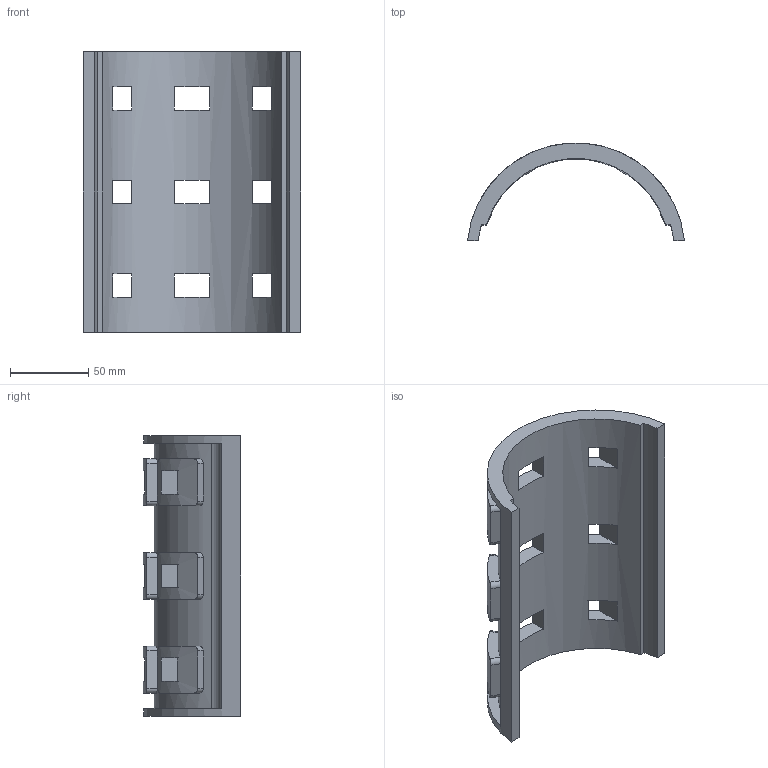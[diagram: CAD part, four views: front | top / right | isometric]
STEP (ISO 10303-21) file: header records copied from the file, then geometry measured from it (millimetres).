
FILE_DESCRIPTION((''),'2;1');
FILE_NAME('PRT0005','2025-09-18T02:37:01',('user'),(''),'CREO PARAMETRIC BY PTC INC, 2018050','CREO PARAMETRIC BY PTC INC, 2018050','');
FILE_SCHEMA(('CONFIG_CONTROL_DESIGN'));
Length unit declared in the file: millimetre
Products named in the file (1): PRT0005
Bounding box: 139.1 x 62.35 x 180 mm (x, y, z)
Volume: 170916.5 mm3; surface area: 86333.3 mm2
Topology: 1 solids, 1 shells, 134 faces, 366 edges, 244 vertices
Faces by surface type: plane 82, cylinder 52
Entity records: 4690 total; most frequent: CARTESIAN_POINT 1266, ORIENTED_EDGE 732, DIRECTION 650, EDGE_CURVE 366, VERTEX_POINT 244, AXIS2_PLACEMENT_3D 222, VECTOR 206, LINE 206
